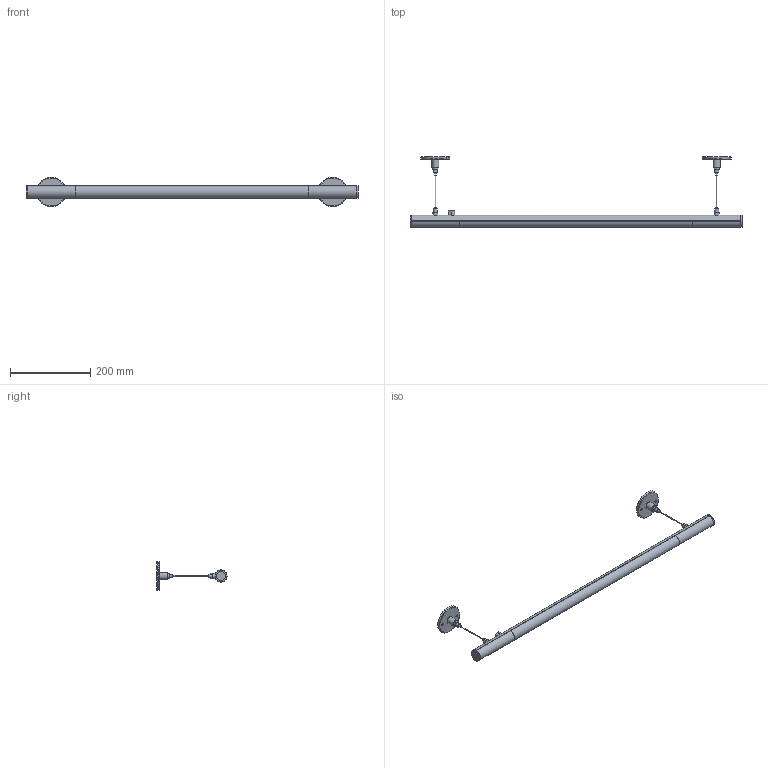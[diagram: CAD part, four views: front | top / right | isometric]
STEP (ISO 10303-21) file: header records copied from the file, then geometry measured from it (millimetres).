
FILE_DESCRIPTION (( 'STEP AP203' ), '1' );
FILE_NAME ('LLPO0-2018C-1-14-K03 Ñâåòèëüíèê ËÏÎ2018C 14Âò 230Â T5_G5 ÈÝÊ.STEP', '2017-06-30T13:05:22', ( '' ), ( '' ), 'SwSTEP 2.0', 'SolidWorks 2014', '' );
FILE_SCHEMA (( 'CONFIG_CONTROL_DESIGN' ));
Length unit declared in the file: millimetre
Products named in the file (1): LLPO0-2018C-1-14-K03 Ñâåòèëüíèê ËÏÎ2018C 14Âò 230Â T5_G5 ÈÝÊ
Bounding box: 826 x 174.47 x 73 mm (x, y, z)
Volume: 303748.7 mm3; surface area: 166510.5 mm2
Topology: 3 solids, 3 shells, 118 faces, 276 edges, 186 vertices
Faces by surface type: plane 54, cylinder 40, bspline 14, cone 6, torus 4
Full cylindrical faces by diameter (mm): 1.5 x2, 4 x4, 5 x4, 9 x2, 9.8 x4, 10 x2, 13 x4, 18 x4, 22 x1, 29.4 x1, 30 x2
Entity records: 7068 total; most frequent: CARTESIAN_POINT 4610, DIRECTION 452, ORIENTED_EDGE 442, EDGE_CURVE 221, EDGE_LOOP 206, AXIS2_PLACEMENT_3D 196, VERTEX_POINT 171, FACE_OUTER_BOUND 152
